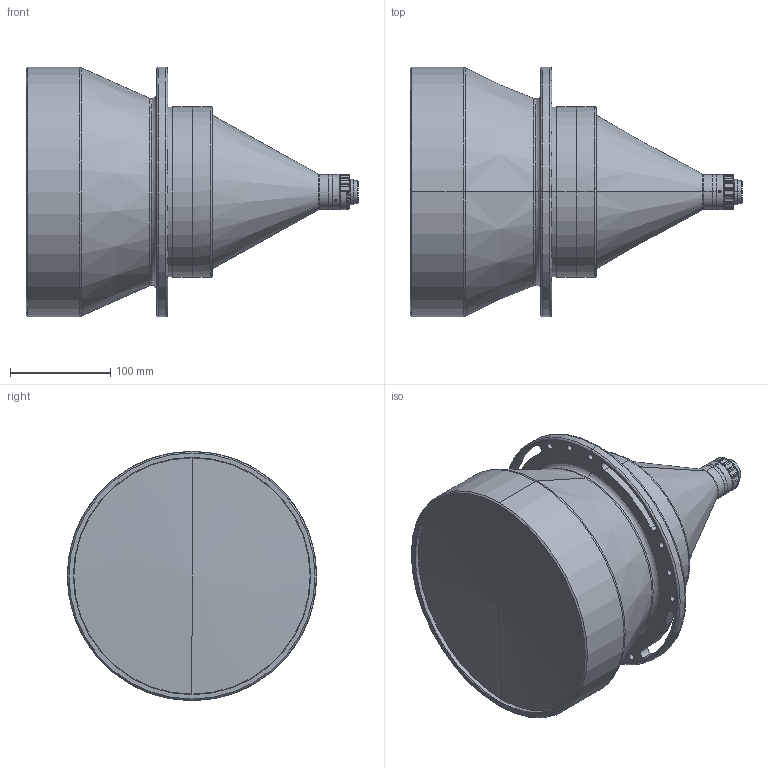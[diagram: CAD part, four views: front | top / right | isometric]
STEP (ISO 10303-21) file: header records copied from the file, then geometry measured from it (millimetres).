
FILE_DESCRIPTION (( 'STEP AP203' ), '1' );
FILE_NAME ('WWK0075-220-110.STEP', '2019-12-03T06:07:25', ( 'Windows 蚚誧' ), ( '' ), 'SwSTEP 2.0', 'SolidWorks 2017', '' );
FILE_SCHEMA (( 'CONFIG_CONTROL_DESIGN' ));
Length unit declared in the file: millimetre
Products named in the file (1): WWK0075-220-110
Bounding box: 330.42 x 248 x 248 mm (x, y, z)
Volume: 7606633.2 mm3; surface area: 275391.4 mm2
Topology: 2 solids, 2 shells, 209 faces, 540 edges, 345 vertices
Faces by surface type: cylinder 125, cone 46, plane 24, bspline 14
Entity records: 7837 total; most frequent: CARTESIAN_POINT 2696, ORIENTED_EDGE 1068, DIRECTION 1062, EDGE_CURVE 534, AXIS2_PLACEMENT_3D 445, VERTEX_POINT 345, EDGE_LOOP 257, CIRCLE 249
